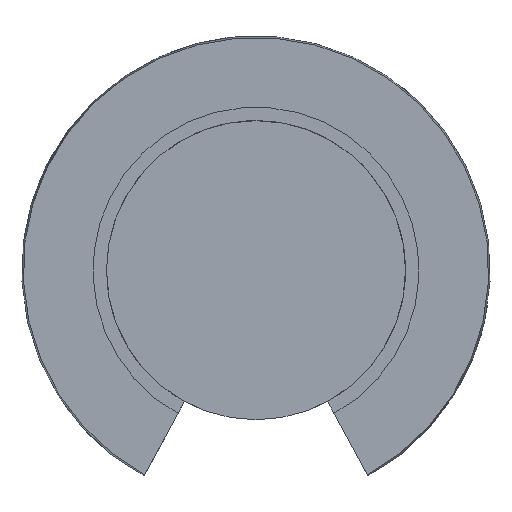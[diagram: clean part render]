
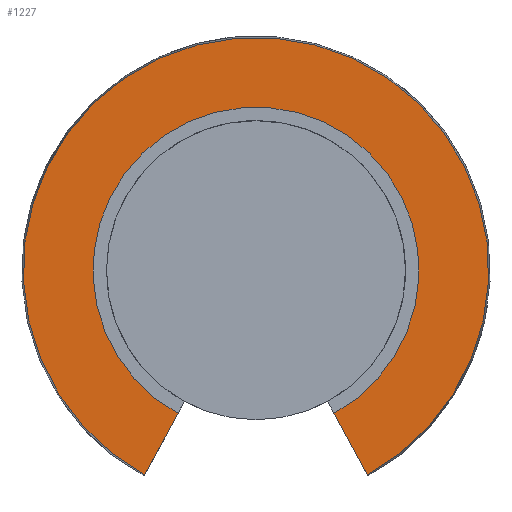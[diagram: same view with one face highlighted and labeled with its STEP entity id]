
A CAD part, front view. The second image highlights one B-rep face of the part: STEP entity #1227.
In plain terms, the highlighted planar face has unit normal (0, -1, 0).
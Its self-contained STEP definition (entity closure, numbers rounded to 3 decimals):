
#930=CARTESIAN_POINT('',(11.158,-34.0,-20.511));
#931=VERTEX_POINT('',#930);
#938=CARTESIAN_POINT('',(7.818,-34.,-14.36));
#939=VERTEX_POINT('',#938);
#940=CARTESIAN_POINT('',(7.818,-34.0,-14.36));
#941=DIRECTION('',(0.477,0.0,-0.879));
#942=VECTOR('',#941,7.);
#943=LINE('',#940,#942);
#944=EDGE_CURVE('',#939,#931,#943,.T.);
#1032=CARTESIAN_POINT('',(-7.818,-34.,-14.36));
#1033=VERTEX_POINT('',#1032);
#1040=CARTESIAN_POINT('',(-11.158,-34.0,-20.511));
#1041=VERTEX_POINT('',#1040);
#1042=CARTESIAN_POINT('',(-11.158,-34.0,-20.511));
#1043=DIRECTION('',(0.477,0.0,0.879));
#1044=VECTOR('',#1043,7.);
#1045=LINE('',#1042,#1044);
#1046=EDGE_CURVE('',#1041,#1033,#1045,.T.);
#1198=CARTESIAN_POINT('',(0.0,-34.,0.0));
#1199=DIRECTION('',(0.0,1.0,0.0));
#1200=DIRECTION('',(-1.0,0.0,0.0));
#1201=AXIS2_PLACEMENT_3D('',#1198,#1199,#1200);
#1202=CIRCLE('',#1201,16.35);
#1203=EDGE_CURVE('',#1033,#939,#1202,.T.);
#1210=CARTESIAN_POINT('',(-19.85,-34.0,0.0));
#1211=DIRECTION('',(0.0,-1.0,0.0));
#1212=DIRECTION('',(0.0,0.0,-1.0));
#1213=AXIS2_PLACEMENT_3D('',#1210,#1211,#1212);
#1214=PLANE('',#1213);
#1215=ORIENTED_EDGE('',*,*,#944,.T.);
#1216=CARTESIAN_POINT('',(0.0,-34.0,0.0));
#1217=DIRECTION('',(0.0,1.0,0.0));
#1218=DIRECTION('',(-1.0,0.0,0.0));
#1219=AXIS2_PLACEMENT_3D('',#1216,#1217,#1218);
#1220=CIRCLE('',#1219,23.35);
#1221=EDGE_CURVE('',#1041,#931,#1220,.T.);
#1222=ORIENTED_EDGE('',*,*,#1221,.F.);
#1223=ORIENTED_EDGE('',*,*,#1046,.T.);
#1224=ORIENTED_EDGE('',*,*,#1203,.T.);
#1225=EDGE_LOOP('',(#1215,#1222,#1223,#1224));
#1226=FACE_OUTER_BOUND('',#1225,.T.);
#1227=ADVANCED_FACE('',(#1226),#1214,.T.);
